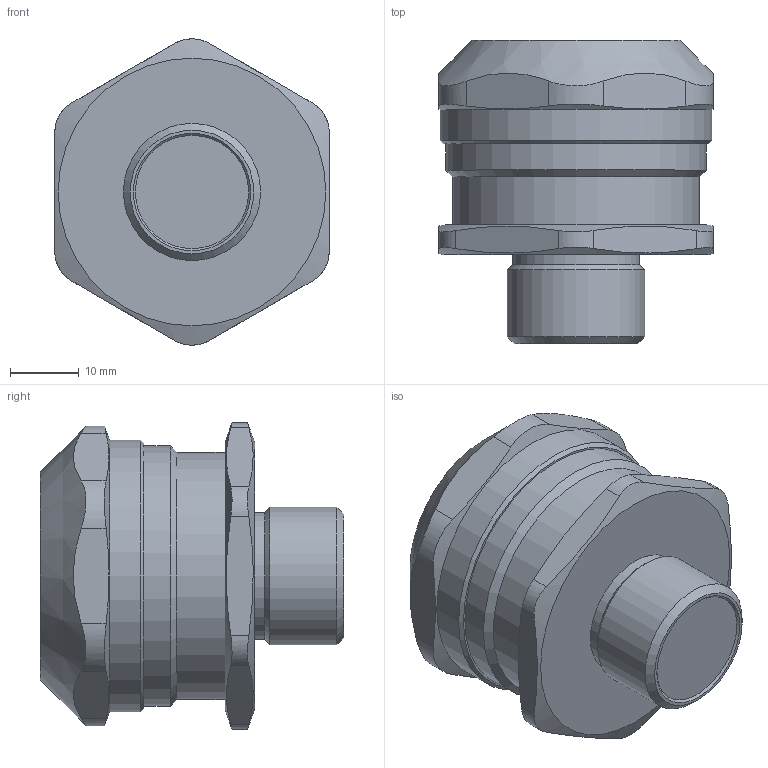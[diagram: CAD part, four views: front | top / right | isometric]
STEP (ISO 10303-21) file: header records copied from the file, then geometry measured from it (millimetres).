
FILE_DESCRIPTION(/* description */ (''),/* implementation_level */ '2;1');
FILE_NAME(/* name */ '',/* time_stamp */ '2024-04-25T10:44:15+07:00',/* author */ ('zeta-44'),/* organization */ (''),/* preprocessor_version */ 'ST-DEVELOPER v19.2',/* originating_system */ 'Autodesk Inventor 2024',/* authorisation */ '');
FILE_SCHEMA (('AUTOMOTIVE_DESIGN { 1 0 10303 214 3 1 1 }'));
Length unit declared in the file: millimetre
Products named in the file (1): Деталь1
Bounding box: 40 x 44.22 x 44.63 mm (x, y, z)
Volume: 39566.6 mm3; surface area: 7534.6 mm2
Topology: 1 solids, 1 shells, 46 faces, 114 edges, 75 vertices
Faces by surface type: plane 19, cylinder 18, cone 9
Full cylindrical faces by diameter (mm): 18.5 x1, 20 x1, 28.16 x1, 36 x1, 38 x1, 39.58 x1
Entity records: 1593 total; most frequent: CARTESIAN_POINT 506, ORIENTED_EDGE 228, DIRECTION 179, EDGE_CURVE 114, VERTEX_POINT 75, AXIS2_PLACEMENT_3D 70, EDGE_LOOP 51, FACE_OUTER_BOUND 46
